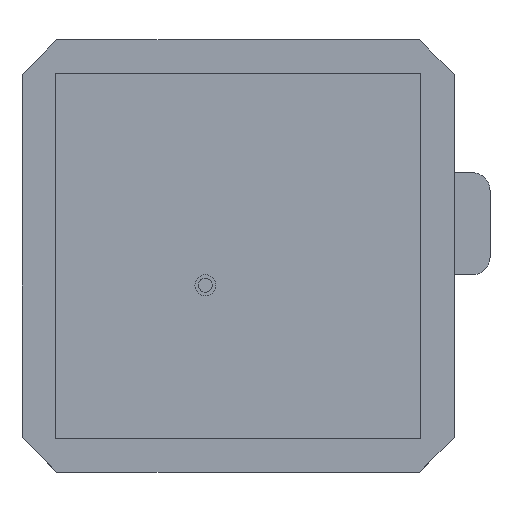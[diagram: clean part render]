
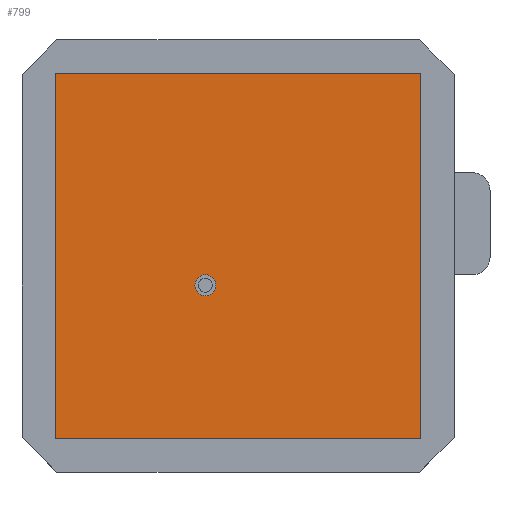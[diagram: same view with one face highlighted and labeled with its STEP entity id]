
A CAD part, top view. The second image highlights one B-rep face of the part: STEP entity #799.
In plain terms, the highlighted planar face has unit normal (0, 0, 1).
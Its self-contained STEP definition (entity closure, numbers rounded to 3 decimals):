
#34=FACE_BOUND('',#130,.T.);
#46=CIRCLE('',#872,0.6);
#77=FACE_OUTER_BOUND('',#129,.T.);
#129=EDGE_LOOP('',(#617,#618,#619,#620));
#130=EDGE_LOOP('',(#621));
#197=LINE('',#1230,#289);
#198=LINE('',#1232,#290);
#199=LINE('',#1234,#291);
#200=LINE('',#1235,#292);
#289=VECTOR('',#1009,10.);
#290=VECTOR('',#1010,10.);
#291=VECTOR('',#1011,10.);
#292=VECTOR('',#1012,10.);
#373=VERTEX_POINT('',#1228);
#374=VERTEX_POINT('',#1229);
#375=VERTEX_POINT('',#1231);
#376=VERTEX_POINT('',#1233);
#377=VERTEX_POINT('',#1236);
#461=EDGE_CURVE('',#373,#374,#197,.T.);
#462=EDGE_CURVE('',#374,#375,#198,.T.);
#463=EDGE_CURVE('',#375,#376,#199,.T.);
#464=EDGE_CURVE('',#376,#373,#200,.T.);
#465=EDGE_CURVE('',#377,#377,#46,.T.);
#617=ORIENTED_EDGE('',*,*,#461,.T.);
#618=ORIENTED_EDGE('',*,*,#462,.T.);
#619=ORIENTED_EDGE('',*,*,#463,.T.);
#620=ORIENTED_EDGE('',*,*,#464,.T.);
#621=ORIENTED_EDGE('',*,*,#465,.T.);
#756=PLANE('',#871);
#799=ADVANCED_FACE('',(#77,#34),#756,.T.);
#871=AXIS2_PLACEMENT_3D('',#1227,#1007,#1008);
#872=AXIS2_PLACEMENT_3D('',#1237,#1013,#1014);
#1007=DIRECTION('center_axis',(0.,0.,1.));
#1008=DIRECTION('ref_axis',(-1.,0.,0.));
#1009=DIRECTION('',(1.,0.,0.));
#1010=DIRECTION('',(0.,1.,0.));
#1011=DIRECTION('',(-1.,0.,0.));
#1012=DIRECTION('',(0.,-1.,0.));
#1013=DIRECTION('center_axis',(0.,0.,-1.));
#1014=DIRECTION('ref_axis',(1.,0.,0.));
#1227=CARTESIAN_POINT('Origin',(0.,0.,2.05));
#1228=CARTESIAN_POINT('',(-10.5,-10.5,2.05));
#1229=CARTESIAN_POINT('',(10.5,-10.5,2.05));
#1230=CARTESIAN_POINT('',(10.5,-10.5,2.05));
#1231=CARTESIAN_POINT('',(10.5,10.5,2.05));
#1232=CARTESIAN_POINT('',(10.5,10.5,2.05));
#1233=CARTESIAN_POINT('',(-10.5,10.5,2.05));
#1234=CARTESIAN_POINT('',(-10.5,10.5,2.05));
#1235=CARTESIAN_POINT('',(-10.5,-10.5,2.05));
#1236=CARTESIAN_POINT('',(-2.485,-1.685,2.05));
#1237=CARTESIAN_POINT('Origin',(-1.885,-1.685,2.05));
